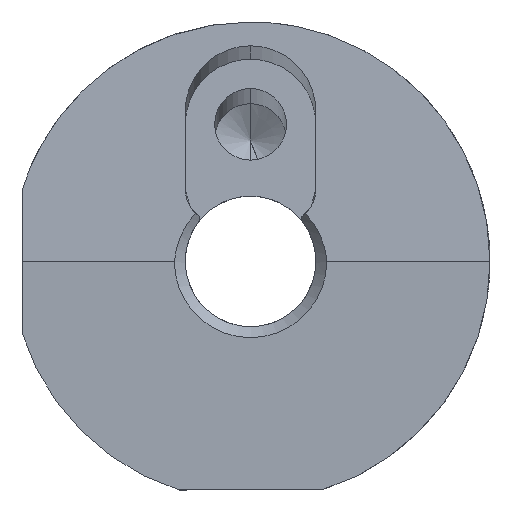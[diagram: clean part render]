
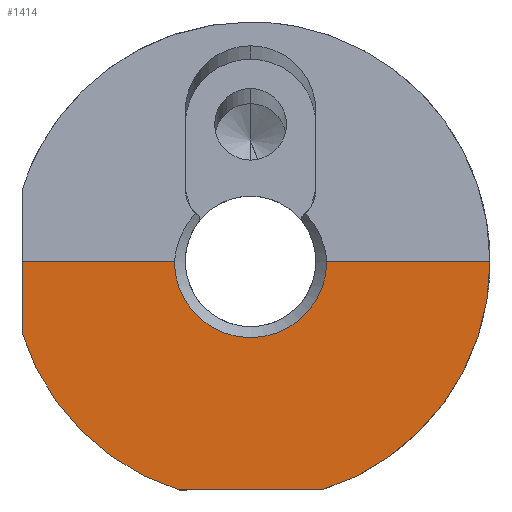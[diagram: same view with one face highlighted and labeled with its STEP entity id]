
A CAD part, left-side view. The second image highlights one B-rep face of the part: STEP entity #1414.
In plain terms, the highlighted planar face has unit normal (-1, 0, 0).
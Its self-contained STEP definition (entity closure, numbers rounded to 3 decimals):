
#28 = VECTOR ( 'NONE', #40, 1000. ) ;
#33 = ORIENTED_EDGE ( 'NONE', *, *, #349, .F. ) ;
#40 = DIRECTION ( 'NONE',  ( 0., -1., 0. ) ) ;
#48 = CIRCLE ( 'NONE', #671, 3.5 ) ;
#51 = VECTOR ( 'NONE', #1019, 1000. ) ;
#67 = EDGE_CURVE ( 'NONE', #400, #224, #48, .T. ) ;
#69 = ORIENTED_EDGE ( 'NONE', *, *, #67, .F. ) ;
#72 = ORIENTED_EDGE ( 'NONE', *, *, #995, .F. ) ;
#108 = EDGE_CURVE ( 'NONE', #383, #555, #923, .T. ) ;
#112 = CARTESIAN_POINT ( 'NONE',  ( -133., 0., 0. ) ) ;
#114 = DIRECTION ( 'NONE',  ( -1., 0., 0. ) ) ;
#118 = CIRCLE ( 'NONE', #887, 11. ) ;
#128 = CARTESIAN_POINT ( 'NONE',  ( -133., 3.5, 0. ) ) ;
#129 = CARTESIAN_POINT ( 'NONE',  ( -133., 3.279, -10.5 ) ) ;
#139 = LINE ( 'NONE', #761, #757 ) ;
#155 = CARTESIAN_POINT ( 'NONE',  ( -133., 0., 0. ) ) ;
#190 = VECTOR ( 'NONE', #1280, 1000. ) ;
#191 = CIRCLE ( 'NONE', #874, 11. ) ;
#216 = DIRECTION ( 'NONE',  ( 0., 0., 1. ) ) ;
#224 = VERTEX_POINT ( 'NONE', #1189 ) ;
#240 = CARTESIAN_POINT ( 'NONE',  ( -133., 10.5, -3.279 ) ) ;
#271 = CARTESIAN_POINT ( 'NONE',  ( -133., 11., 0. ) ) ;
#279 = FACE_OUTER_BOUND ( 'NONE', #946, .T. ) ;
#314 = ORIENTED_EDGE ( 'NONE', *, *, #108, .T. ) ;
#325 = CARTESIAN_POINT ( 'NONE',  ( -133., -3.279, -10.5 ) ) ;
#329 = CARTESIAN_POINT ( 'NONE',  ( -133., -11., 0. ) ) ;
#342 = EDGE_CURVE ( 'NONE', #418, #383, #191, .T. ) ;
#349 = EDGE_CURVE ( 'NONE', #1104, #400, #1096, .T. ) ;
#383 = VERTEX_POINT ( 'NONE', #129 ) ;
#400 = VERTEX_POINT ( 'NONE', #128 ) ;
#409 = PLANE ( 'NONE',  #760 ) ;
#414 = CARTESIAN_POINT ( 'NONE',  ( -133., 0., 0. ) ) ;
#418 = VERTEX_POINT ( 'NONE', #240 ) ;
#421 = DIRECTION ( 'NONE',  ( -1., 0., 0. ) ) ;
#431 = VERTEX_POINT ( 'NONE', #329 ) ;
#505 = DIRECTION ( 'NONE',  ( 0., 0., 1. ) ) ;
#555 = VERTEX_POINT ( 'NONE', #325 ) ;
#671 = AXIS2_PLACEMENT_3D ( 'NONE', #155, #1068, #870 ) ;
#721 = EDGE_CURVE ( 'NONE', #555, #431, #118, .T. ) ;
#757 = VECTOR ( 'NONE', #764, 1000. ) ;
#760 = AXIS2_PLACEMENT_3D ( 'NONE', #1276, #1154, #848 ) ;
#761 = CARTESIAN_POINT ( 'NONE',  ( -133., 10.5, 0. ) ) ;
#764 = DIRECTION ( 'NONE',  ( 0., 0., -1. ) ) ;
#848 = DIRECTION ( 'NONE',  ( 0., 0., -1. ) ) ;
#856 = EDGE_CURVE ( 'NONE', #1104, #418, #139, .T. ) ;
#870 = DIRECTION ( 'NONE',  ( 0., 0., 1. ) ) ;
#874 = AXIS2_PLACEMENT_3D ( 'NONE', #112, #114, #216 ) ;
#887 = AXIS2_PLACEMENT_3D ( 'NONE', #414, #421, #505 ) ;
#894 = ORIENTED_EDGE ( 'NONE', *, *, #721, .T. ) ;
#923 = LINE ( 'NONE', #1037, #190 ) ;
#946 = EDGE_LOOP ( 'NONE', ( #1183, #314, #894, #72, #69, #33, #1389 ) ) ;
#995 = EDGE_CURVE ( 'NONE', #224, #431, #1262, .T. ) ;
#1010 = CARTESIAN_POINT ( 'NONE',  ( -133., 11., 0. ) ) ;
#1019 = DIRECTION ( 'NONE',  ( 0., -1., 0. ) ) ;
#1037 = CARTESIAN_POINT ( 'NONE',  ( -133., 11., -10.5 ) ) ;
#1068 = DIRECTION ( 'NONE',  ( -1., 0., 0. ) ) ;
#1096 = LINE ( 'NONE', #271, #28 ) ;
#1104 = VERTEX_POINT ( 'NONE', #1195 ) ;
#1154 = DIRECTION ( 'NONE',  ( 1., 0., 0. ) ) ;
#1183 = ORIENTED_EDGE ( 'NONE', *, *, #342, .T. ) ;
#1189 = CARTESIAN_POINT ( 'NONE',  ( -133., -3.5, 0. ) ) ;
#1195 = CARTESIAN_POINT ( 'NONE',  ( -133., 10.5, 0. ) ) ;
#1262 = LINE ( 'NONE', #1010, #51 ) ;
#1276 = CARTESIAN_POINT ( 'NONE',  ( -133., 11., 0. ) ) ;
#1280 = DIRECTION ( 'NONE',  ( 0., -1., 0. ) ) ;
#1389 = ORIENTED_EDGE ( 'NONE', *, *, #856, .T. ) ;
#1414 = ADVANCED_FACE ( 'NONE', ( #279 ), #409, .F. ) ;
